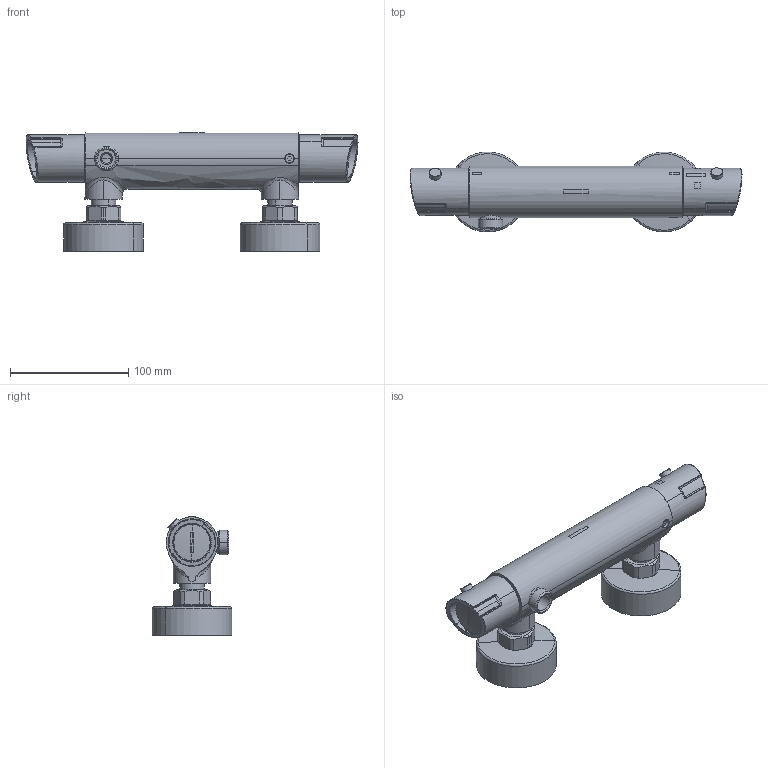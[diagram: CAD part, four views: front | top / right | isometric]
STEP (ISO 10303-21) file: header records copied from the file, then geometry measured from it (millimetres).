
FILE_DESCRIPTION (( 'STEP AP203' ), '1' );
FILE_NAME ('94DP07359.STEP', '2023-01-12T12:54:30', ( '' ), ( '' ), 'SwSTEP 2.0', 'SolidWorks 2021', '' );
FILE_SCHEMA (( 'CONFIG_CONTROL_DESIGN' ));
Length unit declared in the file: millimetre
Products named in the file (1): 94DP07359
Bounding box: 280.4 x 67.46 x 100.07 mm (x, y, z)
Volume: 196005.9 mm3; surface area: 145097.9 mm2
Topology: 15 solids, 15 shells, 1005 faces, 2586 edges, 1637 vertices
Faces by surface type: cylinder 350, plane 346, cone 140, bspline 93, torus 54, sphere 22
Entity records: 44913 total; most frequent: CARTESIAN_POINT 21747, ORIENTED_EDGE 5140, DIRECTION 4469, EDGE_CURVE 2570, AXIS2_PLACEMENT_3D 1707, VERTEX_POINT 1633, EDGE_LOOP 1091, LINE 1055
